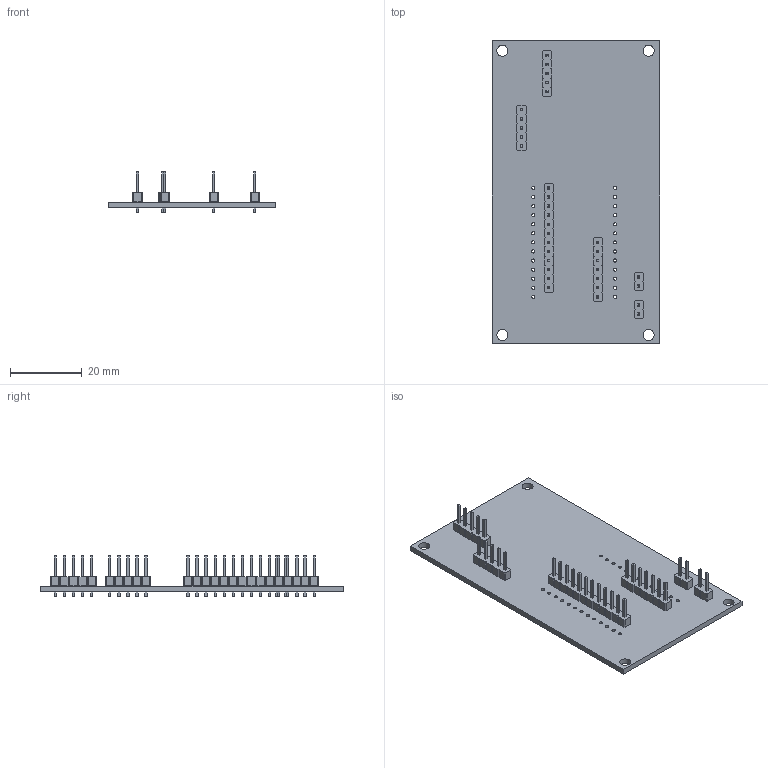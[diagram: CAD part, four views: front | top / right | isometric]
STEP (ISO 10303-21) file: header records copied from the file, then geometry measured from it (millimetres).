
FILE_DESCRIPTION(('KiCad electronic assembly'),'2;1');
FILE_NAME('Engine_Doctor_v0.1.step','2021-07-12T18:40:28',('An Author'), ('A Company'),'Open CASCADE STEP processor 6.9', 'KiCad to STEP converter','Unknown');
FILE_SCHEMA(('AUTOMOTIVE_DESIGN { 1 0 10303 214 1 1 1 1 }'));
Length unit declared in the file: millimetre
Products named in the file (10): Open CASCADE STEP translator 6.9 1; PinHeader_1x05_P2.54mm_Vertical; SOLID; PinHeader_1x02_P2.54mm_Vertical; PinHeader_1x12_P2.54mm_Vertical; PinHeader_1x07_P2.54mm_Vertical; COMPOUND
Assembly tree (11 placements, depth 3):
  Open CASCADE STEP translator 6.9 1
    PinHeader_1x05_P2.54mm_Vertical  x2
      SOLID
    PinHeader_1x02_P2.54mm_Vertical  x2
      SOLID
    PinHeader_1x12_P2.54mm_Vertical
      SOLID
    PinHeader_1x07_P2.54mm_Vertical
      SOLID
    COMPOUND
Bounding box: 46.74 x 84.58 x 11.54 mm (x, y, z)
Volume: 6859.4 mm3; surface area: 10208.3 mm2
Topology: 7 solids, 7 shells, 885 faces, 2151 edges, 1346 vertices
Faces by surface type: plane 822, cylinder 63
Full cylindrical faces by diameter (mm): 0.889 x26, 1 x33, 3.09 x4
Entity records: 47695 total; most frequent: CARTESIAN_POINT 7006, DIRECTION 6767, LINE 4947, VECTOR 4947, ORIENTED_EDGE 3466, PCURVE 3466, DEFINITIONAL_REPRESENTATION 3466, EDGE_CURVE 1733
